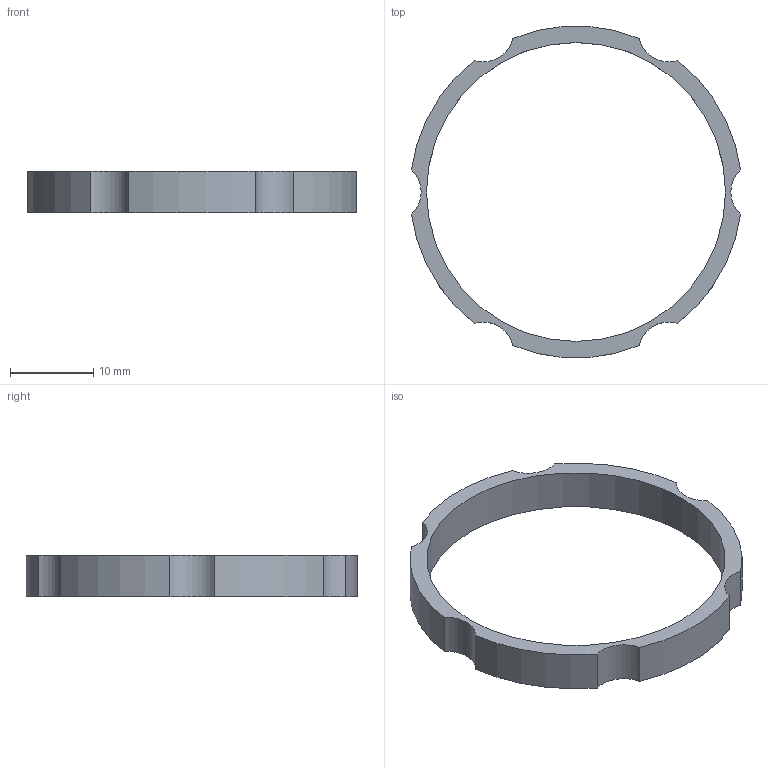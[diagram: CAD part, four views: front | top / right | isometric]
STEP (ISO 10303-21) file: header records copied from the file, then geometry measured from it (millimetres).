
FILE_DESCRIPTION(/* description */ ('STEP AP203'),/* implementation_level */ '2;1');
FILE_NAME(/* name */ '300W Spindle Dust Shoe - 300W Spindle Dust Shoe Mid Gasket',/* time_stamp */ '2024-10-30T16:30:00Z',/* author */ (''),/* organization */ (''),/* preprocessor_version */ 'ST-DEVELOPER v20',/* originating_system */ ' ',/* authorisation */ ' ');
FILE_SCHEMA (('CONFIG_CONTROL_DESIGN'));
Length unit declared in the file: metre
Products named in the file (1): 300W Spindle Dust Shoe Mid Gasket
Bounding box: 39.65 x 39.88 x 5 mm (x, y, z)
Volume: 1045.5 mm3; surface area: 1631.5 mm2
Topology: 1 solids, 1 shells, 15 faces, 39 edges, 26 vertices
Faces by surface type: cylinder 13, plane 2
Full cylindrical faces by diameter (mm): 36 x1
Entity records: 508 total; most frequent: DIRECTION 96, CARTESIAN_POINT 80, ORIENTED_EDGE 76, AXIS2_PLACEMENT_3D 42, EDGE_CURVE 38, VERTEX_POINT 26, CIRCLE 26, EDGE_LOOP 18
